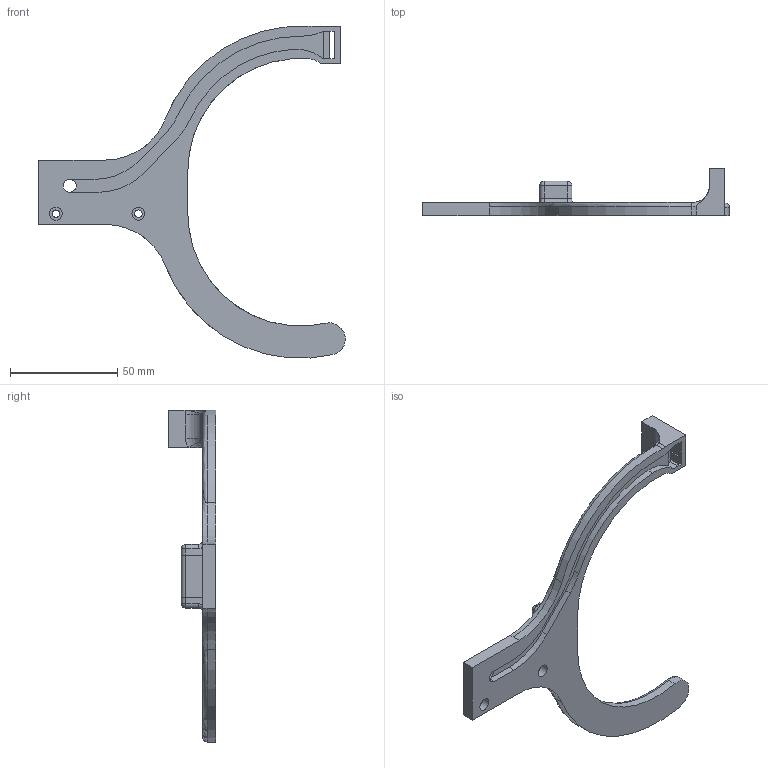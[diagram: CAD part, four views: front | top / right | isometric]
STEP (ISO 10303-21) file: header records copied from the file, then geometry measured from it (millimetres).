
FILE_DESCRIPTION();
FILE_NAME();
FILE_SCHEMA ();
Length unit declared in the file: millimetre
Products named in the file (1): Stand
Bounding box: 142.7 x 22 x 154.55 mm (x, y, z)
Volume: 33675.4 mm3; surface area: 18444.5 mm2
Topology: 1 solids, 1 shells, 115 faces, 298 edges, 187 vertices
Faces by surface type: plane 53, cylinder 39, bspline 10, torus 9, sphere 4
Full cylindrical faces by diameter (mm): 3.5 x2, 6 x3
Entity records: 3935 total; most frequent: CARTESIAN_POINT 1059, ORIENTED_EDGE 596, DIRECTION 590, EDGE_CURVE 298, AXIS2_PLACEMENT_3D 212, VERTEX_POINT 187, LINE 166, VECTOR 166
